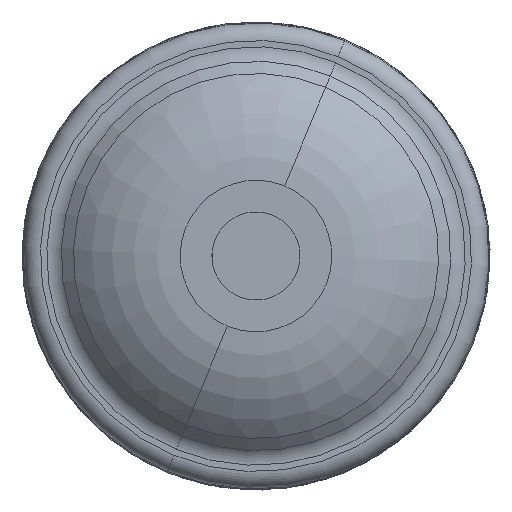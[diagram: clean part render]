
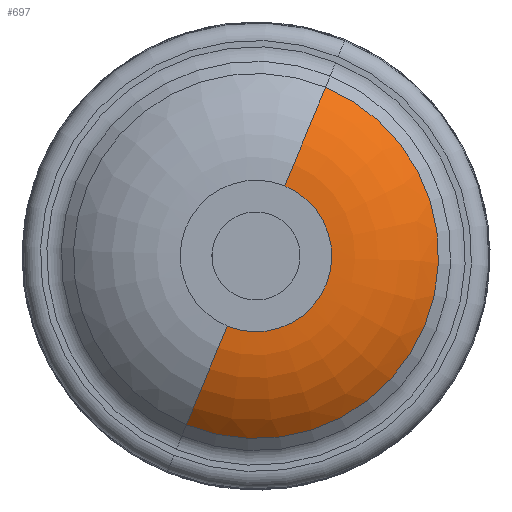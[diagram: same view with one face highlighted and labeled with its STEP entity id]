
A CAD part, left-side view. The second image highlights one B-rep face of the part: STEP entity #697.
In plain terms, the highlighted toroidal (fillet/blend) face has major radius 10.84 mm and minor radius 22 mm.
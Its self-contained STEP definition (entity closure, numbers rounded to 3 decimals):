
#51 = ORIENTED_EDGE ( 'NONE', *, *, #536, .T. ) ;
#54 = EDGE_CURVE ( 'NONE', #701, #1178, #1379, .T. ) ;
#110 = FACE_OUTER_BOUND ( 'NONE', #850, .T. ) ;
#120 = AXIS2_PLACEMENT_3D ( 'NONE', #1137, #1005, #213 ) ;
#128 = CARTESIAN_POINT ( 'NONE',  ( -9.9, 4.13, -10.022 ) ) ;
#164 = CIRCLE ( 'NONE', #1161, 22. ) ;
#213 = DIRECTION ( 'NONE',  ( 0., -0.381, 0.925 ) ) ;
#243 = CARTESIAN_POINT ( 'NONE',  ( -3.725, -9.954, 24.152 ) ) ;
#273 = EDGE_CURVE ( 'NONE', #1087, #701, #164, .T. ) ;
#302 = VERTEX_POINT ( 'NONE', #128 ) ;
#341 = CARTESIAN_POINT ( 'NONE',  ( 12.1, -4.13, 10.022 ) ) ;
#431 = DIRECTION ( 'NONE',  ( 1., 0., 0. ) ) ;
#459 = DIRECTION ( 'NONE',  ( 0., -0.381, 0.925 ) ) ;
#475 = DIRECTION ( 'NONE',  ( 0., -0.381, 0.925 ) ) ;
#480 = CIRCLE ( 'NONE', #626, 22. ) ;
#536 = EDGE_CURVE ( 'NONE', #302, #1178, #480, .T. ) ;
#543 = EDGE_CURVE ( 'NONE', #1087, #302, #1358, .T. ) ;
#560 = DIRECTION ( 'NONE',  ( 0., 0.381, -0.925 ) ) ;
#626 = AXIS2_PLACEMENT_3D ( 'NONE', #805, #1386, #560 ) ;
#697 = ADVANCED_FACE ( 'NONE', ( #110 ), #1233, .T. ) ;
#701 = VERTEX_POINT ( 'NONE', #243 ) ;
#735 = CARTESIAN_POINT ( 'NONE',  ( -9.9, -4.13, 10.022 ) ) ;
#805 = CARTESIAN_POINT ( 'NONE',  ( 12.1, 4.13, -10.022 ) ) ;
#808 = DIRECTION ( 'NONE',  ( 0., 0.925, 0.381 ) ) ;
#822 = DIRECTION ( 'NONE',  ( 1., 0., 0. ) ) ;
#850 = EDGE_LOOP ( 'NONE', ( #1489, #51, #1172, #882 ) ) ;
#882 = ORIENTED_EDGE ( 'NONE', *, *, #273, .F. ) ;
#921 = AXIS2_PLACEMENT_3D ( 'NONE', #1421, #822, #475 ) ;
#961 = CARTESIAN_POINT ( 'NONE',  ( -3.725, 9.954, -24.152 ) ) ;
#1005 = DIRECTION ( 'NONE',  ( 1., 0., 0. ) ) ;
#1010 = AXIS2_PLACEMENT_3D ( 'NONE', #1057, #431, #459 ) ;
#1057 = CARTESIAN_POINT ( 'NONE',  ( -3.725, 0., 0. ) ) ;
#1087 = VERTEX_POINT ( 'NONE', #735 ) ;
#1137 = CARTESIAN_POINT ( 'NONE',  ( -9.9, 0., 0. ) ) ;
#1146 = DIRECTION ( 'NONE',  ( 0., -0.381, 0.925 ) ) ;
#1161 = AXIS2_PLACEMENT_3D ( 'NONE', #341, #808, #1146 ) ;
#1172 = ORIENTED_EDGE ( 'NONE', *, *, #54, .F. ) ;
#1178 = VERTEX_POINT ( 'NONE', #961 ) ;
#1233 = TOROIDAL_SURFACE ( 'NONE', #921, 10.84, 22. ) ;
#1358 = CIRCLE ( 'NONE', #120, 10.84 ) ;
#1379 = CIRCLE ( 'NONE', #1010, 26.123 ) ;
#1386 = DIRECTION ( 'NONE',  ( 0., -0.925, -0.381 ) ) ;
#1421 = CARTESIAN_POINT ( 'NONE',  ( 12.1, 0., 0. ) ) ;
#1489 = ORIENTED_EDGE ( 'NONE', *, *, #543, .T. ) ;
